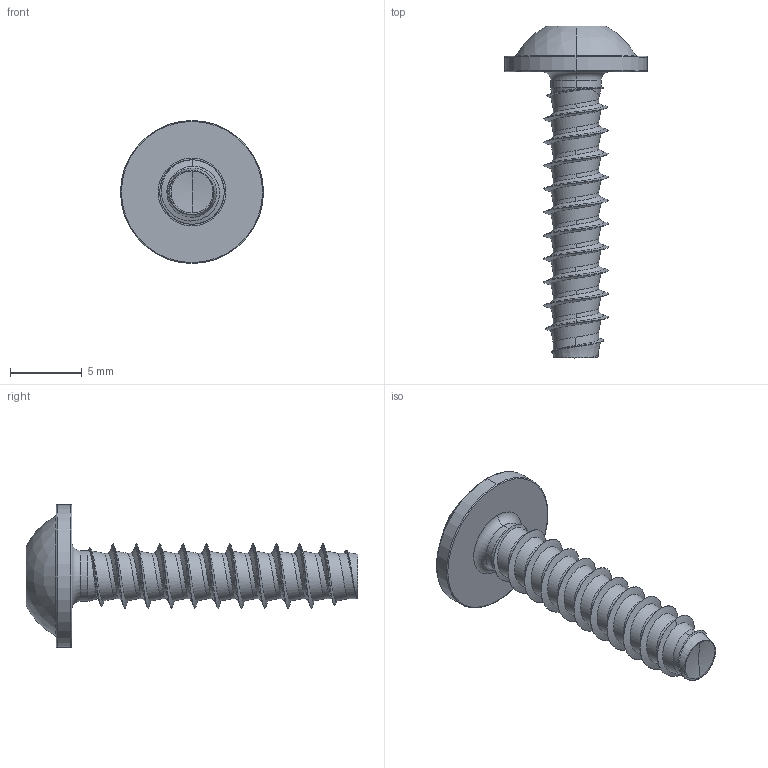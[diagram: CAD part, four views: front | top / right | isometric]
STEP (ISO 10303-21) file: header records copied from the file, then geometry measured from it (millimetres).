
FILE_DESCRIPTION (( 'STEP AP203' ), '1' );
FILE_NAME ('STP380450200.STEP', '2017-08-15T17:55:14', ( '' ), ( '' ), 'SwSTEP 2.0', 'SolidWorks 2015', '' );
FILE_SCHEMA (( 'CONFIG_CONTROL_DESIGN' ));
Length unit declared in the file: millimetre
Products named in the file (1): STP380450200
Bounding box: 10 x 23.2 x 10 mm (x, y, z)
Volume: 330.5 mm3; surface area: 552.4 mm2
Topology: 1 solids, 1 shells, 107 faces, 265 edges, 161 vertices
Faces by surface type: cylinder 47, bspline 35, cone 10, torus 8, sphere 4, plane 3
Entity records: 22543 total; most frequent: CARTESIAN_POINT 20321, ORIENTED_EDGE 526, DIRECTION 341, EDGE_CURVE 263, VERTEX_POINT 161, AXIS2_PLACEMENT_3D 140, B_SPLINE_CURVE_WITH_KNOTS 112, EDGE_LOOP 110
